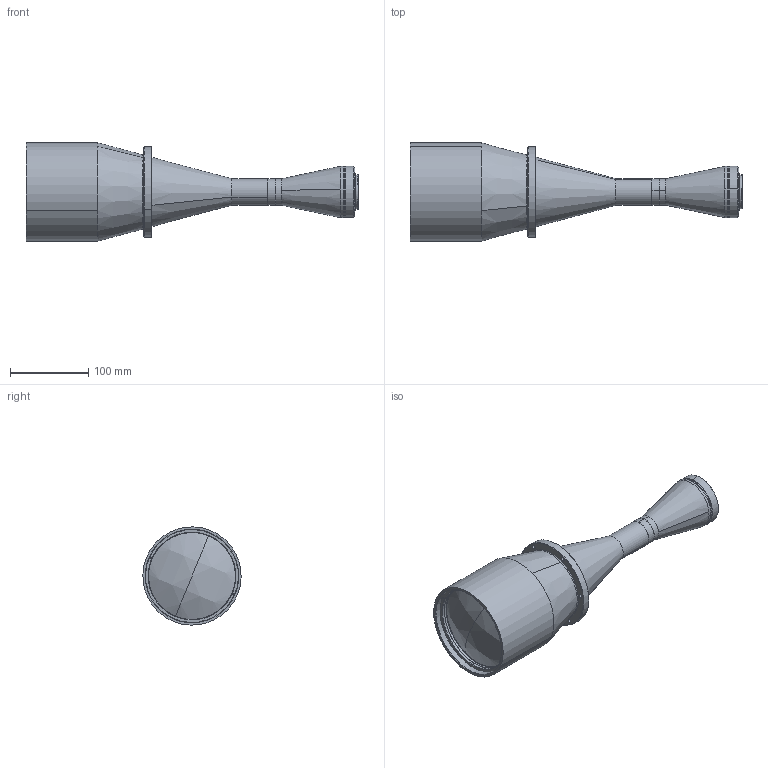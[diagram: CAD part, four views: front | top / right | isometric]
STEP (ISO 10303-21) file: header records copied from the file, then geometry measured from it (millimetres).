
FILE_DESCRIPTION (( 'STEP AP214' ), '1' );
FILE_NAME ('TTL39.2-105-160F.STEP', '2023-05-12T09:21:11', ( '' ), ( '' ), 'SwSTEP 2.0', 'SolidWorks 2022', '' );
FILE_SCHEMA (( 'AUTOMOTIVE_DESIGN' ));
Length unit declared in the file: millimetre
Products named in the file (1): TTL39.2-105-160F
Bounding box: 425.45 x 125.9 x 125.9 mm (x, y, z)
Volume: 898551.6 mm3; surface area: 312899.1 mm2
Topology: 33 solids, 33 shells, 603 faces, 1305 edges, 818 vertices
Faces by surface type: cylinder 244, plane 144, cone 139, bspline 76
Entity records: 26147 total; most frequent: CARTESIAN_POINT 5627, DIRECTION 3085, ORIENTED_EDGE 2610, EDGE_CURVE 1305, AXIS2_PLACEMENT_3D 1304, VERTEX_POINT 818, CIRCLE 776, EDGE_LOOP 713
